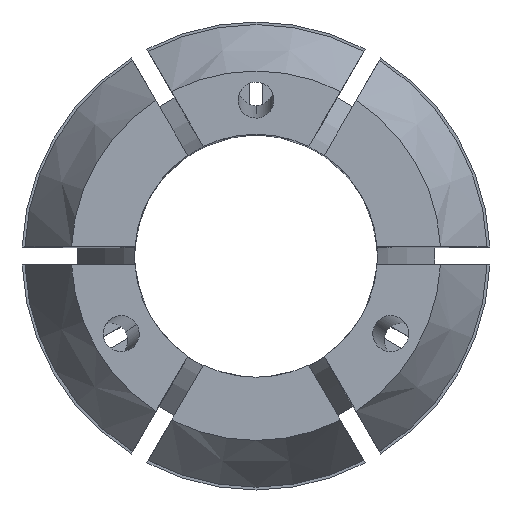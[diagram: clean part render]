
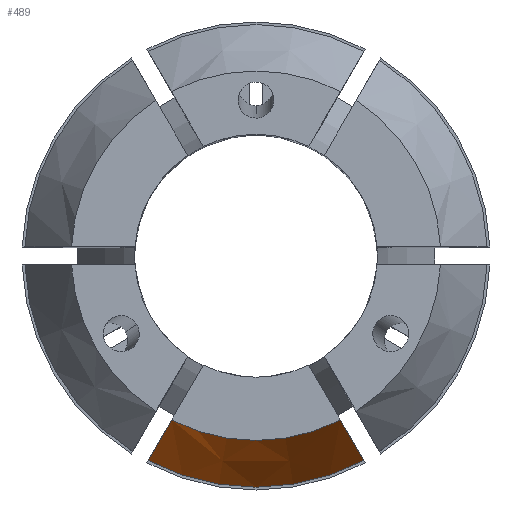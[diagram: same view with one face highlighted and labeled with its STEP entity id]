
A CAD part, top view. The second image highlights one B-rep face of the part: STEP entity #489.
In plain terms, the highlighted conical face has half-angle 30 degrees and reference radius 12.85 mm.
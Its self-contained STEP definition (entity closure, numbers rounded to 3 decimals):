
#57 = AXIS2_PLACEMENT_3D ( 'NONE', #478, #3327, #3300 ) ;
#97 = CARTESIAN_POINT ( 'NONE',  ( 0., 0., 29.519 ) ) ;
#110 = CARTESIAN_POINT ( 'NONE',  ( -5.124, -9.875, 32.506 ) ) ;
#112 = DIRECTION ( 'NONE',  ( -1., 0., 0. ) ) ;
#148 = ORIENTED_EDGE ( 'NONE', *, *, #1930, .F. ) ;
#296 = CARTESIAN_POINT ( 'NONE',  ( 5.987, -11.37, 29.519 ) ) ;
#382 = VERTEX_POINT ( 'NONE', #3259 ) ;
#393 = CARTESIAN_POINT ( 'NONE',  ( -5.987, -11.37, 29.519 ) ) ;
#478 = CARTESIAN_POINT ( 'NONE',  ( 0., 0., 34. ) ) ;
#489 = ADVANCED_FACE ( 'NONE', ( #616 ), #884, .T. ) ;
#509 = EDGE_CURVE ( 'NONE', #382, #3470, #1053, .T. ) ;
#513 = DIRECTION ( 'NONE',  ( 0., 0., -1. ) ) ;
#535 = CARTESIAN_POINT ( 'NONE',  ( 0., 0., 29.519 ) ) ;
#600 = AXIS2_PLACEMENT_3D ( 'NONE', #535, #513, #1428 ) ;
#616 = FACE_OUTER_BOUND ( 'NONE', #1828, .T. ) ;
#638 = CARTESIAN_POINT ( 'NONE',  ( -4.692, -9.127, 34. ) ) ;
#831 = B_SPLINE_CURVE_WITH_KNOTS ( 'NONE', 3,
 ( #1493, #110, #1232, #2075 ),
 .UNSPECIFIED., .F., .F.,
 ( 4, 4 ),
 ( 0., 0.005 ),
 .UNSPECIFIED. ) ;
#884 = CONICAL_SURFACE ( 'NONE', #1803, 12.85, 0.524 ) ;
#957 = CIRCLE ( 'NONE', #600, 12.85 ) ;
#1053 = CIRCLE ( 'NONE', #57, 10.263 ) ;
#1232 = CARTESIAN_POINT ( 'NONE',  ( -5.556, -10.623, 31.013 ) ) ;
#1428 = DIRECTION ( 'NONE',  ( -1., 0., 0. ) ) ;
#1493 = CARTESIAN_POINT ( 'NONE',  ( -4.692, -9.127, 34. ) ) ;
#1496 = EDGE_CURVE ( 'NONE', #2100, #2442, #957, .T. ) ;
#1516 = DIRECTION ( 'NONE',  ( 0., 0., -1. ) ) ;
#1803 = AXIS2_PLACEMENT_3D ( 'NONE', #97, #1516, #112 ) ;
#1828 = EDGE_LOOP ( 'NONE', ( #2624, #2663, #3731, #148 ) ) ;
#1930 = EDGE_CURVE ( 'NONE', #382, #2100, #2149, .T. ) ;
#2075 = CARTESIAN_POINT ( 'NONE',  ( -5.987, -11.37, 29.519 ) ) ;
#2100 = VERTEX_POINT ( 'NONE', #2354 ) ;
#2149 = B_SPLINE_CURVE_WITH_KNOTS ( 'NONE', 3,
 ( #3057, #3373, #2222, #296 ),
 .UNSPECIFIED., .F., .F.,
 ( 4, 4 ),
 ( 0., 0.005 ),
 .UNSPECIFIED. ) ;
#2222 = CARTESIAN_POINT ( 'NONE',  ( 5.556, -10.623, 31.013 ) ) ;
#2354 = CARTESIAN_POINT ( 'NONE',  ( 5.987, -11.37, 29.519 ) ) ;
#2442 = VERTEX_POINT ( 'NONE', #393 ) ;
#2624 = ORIENTED_EDGE ( 'NONE', *, *, #509, .T. ) ;
#2663 = ORIENTED_EDGE ( 'NONE', *, *, #3549, .T. ) ;
#3057 = CARTESIAN_POINT ( 'NONE',  ( 4.692, -9.127, 34. ) ) ;
#3259 = CARTESIAN_POINT ( 'NONE',  ( 4.692, -9.127, 34. ) ) ;
#3300 = DIRECTION ( 'NONE',  ( -1., 0., 0. ) ) ;
#3327 = DIRECTION ( 'NONE',  ( 0., 0., -1. ) ) ;
#3373 = CARTESIAN_POINT ( 'NONE',  ( 5.124, -9.875, 32.506 ) ) ;
#3470 = VERTEX_POINT ( 'NONE', #638 ) ;
#3549 = EDGE_CURVE ( 'NONE', #3470, #2442, #831, .T. ) ;
#3731 = ORIENTED_EDGE ( 'NONE', *, *, #1496, .F. ) ;
